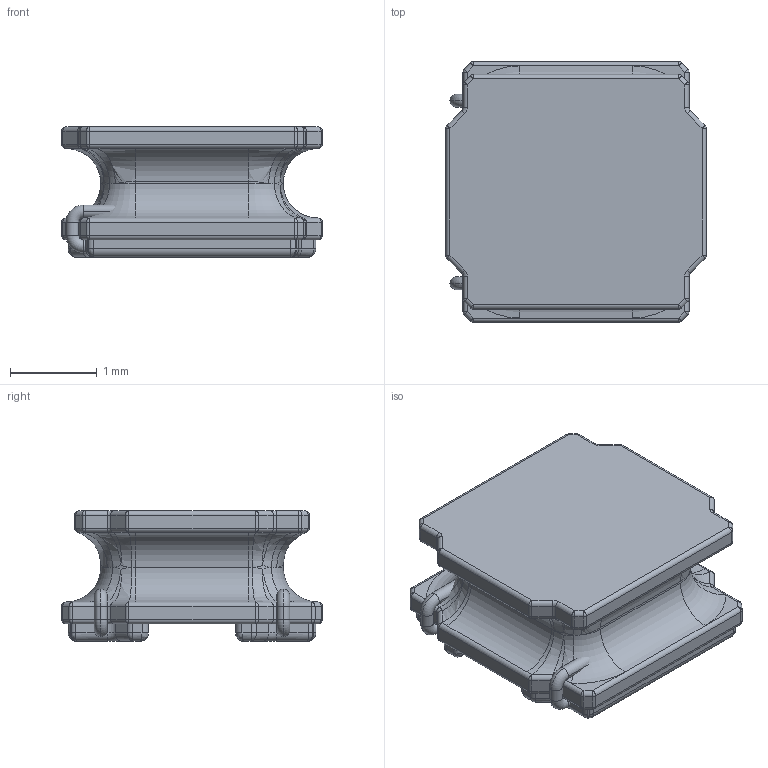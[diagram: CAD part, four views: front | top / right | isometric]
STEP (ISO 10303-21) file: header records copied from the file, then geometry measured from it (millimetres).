
FILE_DESCRIPTION (( 'STEP AP214' ), '1' );
FILE_NAME ('NR3015.step', '2019-07-18T16:40:00', ( 'AVRASM1234' ), ( '' ), 'SwSTEP 2.0', 'SolidWorks 2017', '' );
FILE_SCHEMA (( 'AUTOMOTIVE_DESIGN' ));
Length unit declared in the file: millimetre
Products named in the file (1): NR3015
Bounding box: 3 x 3 x 1.5 mm (x, y, z)
Volume: 9 mm3; surface area: 36.1 mm2
Topology: 3 solids, 3 shells, 378 faces, 818 edges, 408 vertices
Faces by surface type: cylinder 164, plane 78, sphere 48, torus 44, bspline 44
Entity records: 13812 total; most frequent: CARTESIAN_POINT 2771, DIRECTION 1720, ORIENTED_EDGE 1556, EDGE_CURVE 778, AXIS2_PLACEMENT_3D 687, VERTEX_POINT 408, EDGE_LOOP 380, ADVANCED_FACE 378
